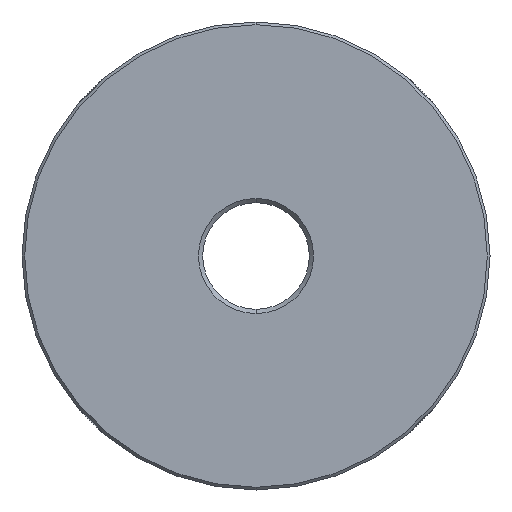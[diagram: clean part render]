
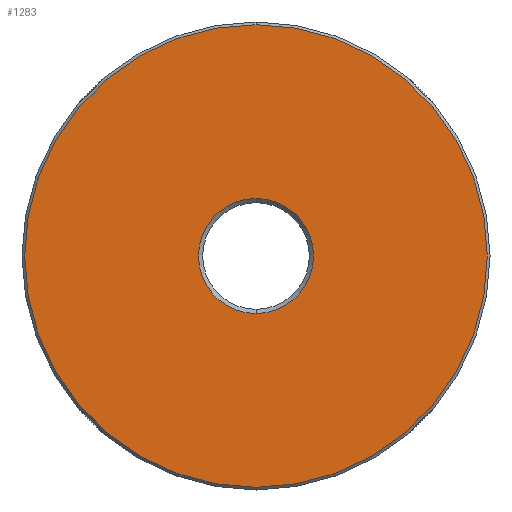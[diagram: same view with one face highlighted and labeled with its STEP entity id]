
A CAD part, front view. The second image highlights one B-rep face of the part: STEP entity #1283.
In plain terms, the highlighted planar face has unit normal (0, -1, 0).
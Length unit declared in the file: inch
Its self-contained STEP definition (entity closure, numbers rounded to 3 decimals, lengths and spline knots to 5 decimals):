
#23 = PLANE ( 'NONE',  #2423 ) ;
#40 = DIRECTION ( 'NONE',  ( 0., 0., 1. ) ) ;
#84 = VERTEX_POINT ( 'NONE', #766 ) ;
#117 = EDGE_LOOP ( 'NONE', ( #1962, #1075 ) ) ;
#396 = CARTESIAN_POINT ( 'NONE',  ( 0., 0., 0. ) ) ;
#604 = EDGE_CURVE ( 'NONE', #3199, #1471, #3535, .T. ) ;
#630 = DIRECTION ( 'NONE',  ( 0., -1., 0. ) ) ;
#654 = DIRECTION ( 'NONE',  ( 0., 1., 0. ) ) ;
#766 = CARTESIAN_POINT ( 'NONE',  ( 0., 0., -5.427 ) ) ;
#804 = CARTESIAN_POINT ( 'NONE',  ( 0., 0., 0. ) ) ;
#906 = CARTESIAN_POINT ( 'NONE',  ( 0., 0., 0. ) ) ;
#1009 = CARTESIAN_POINT ( 'NONE',  ( 0., 0., 1.35 ) ) ;
#1075 = ORIENTED_EDGE ( 'NONE', *, *, #1105, .T. ) ;
#1096 = DIRECTION ( 'NONE',  ( 0., 1., 0. ) ) ;
#1105 = EDGE_CURVE ( 'NONE', #84, #3118, #2939, .T. ) ;
#1113 = ORIENTED_EDGE ( 'NONE', *, *, #604, .T. ) ;
#1119 = AXIS2_PLACEMENT_3D ( 'NONE', #804, #2503, #2521 ) ;
#1229 = EDGE_LOOP ( 'NONE', ( #1113, #2562 ) ) ;
#1283 = ADVANCED_FACE ( 'NONE', ( #1676, #2539 ), #23, .F. ) ;
#1287 = EDGE_CURVE ( 'NONE', #3118, #84, #1714, .T. ) ;
#1353 = AXIS2_PLACEMENT_3D ( 'NONE', #906, #630, #40 ) ;
#1471 = VERTEX_POINT ( 'NONE', #1009 ) ;
#1676 = FACE_BOUND ( 'NONE', #1229, .T. ) ;
#1714 = CIRCLE ( 'NONE', #1119, 5.427 ) ;
#1848 = DIRECTION ( 'NONE',  ( 0., 1., 0. ) ) ;
#1962 = ORIENTED_EDGE ( 'NONE', *, *, #1287, .T. ) ;
#2109 = CARTESIAN_POINT ( 'NONE',  ( 0., 0., 0. ) ) ;
#2224 = CARTESIAN_POINT ( 'NONE',  ( 0., 0., 0. ) ) ;
#2366 = DIRECTION ( 'NONE',  ( 0., 0., 1. ) ) ;
#2423 = AXIS2_PLACEMENT_3D ( 'NONE', #2224, #1096, #2464 ) ;
#2464 = DIRECTION ( 'NONE',  ( 0., 0., 1. ) ) ;
#2503 = DIRECTION ( 'NONE',  ( 0., -1., 0. ) ) ;
#2517 = CARTESIAN_POINT ( 'NONE',  ( 0., 0., -1.35 ) ) ;
#2521 = DIRECTION ( 'NONE',  ( 0., 0., 1. ) ) ;
#2539 = FACE_OUTER_BOUND ( 'NONE', #117, .T. ) ;
#2562 = ORIENTED_EDGE ( 'NONE', *, *, #3323, .T. ) ;
#2755 = CARTESIAN_POINT ( 'NONE',  ( 0., 0., 5.427 ) ) ;
#2939 = CIRCLE ( 'NONE', #1353, 5.427 ) ;
#3003 = AXIS2_PLACEMENT_3D ( 'NONE', #2109, #1848, #3212 ) ;
#3022 = CIRCLE ( 'NONE', #3492, 1.35 ) ;
#3118 = VERTEX_POINT ( 'NONE', #2755 ) ;
#3199 = VERTEX_POINT ( 'NONE', #2517 ) ;
#3212 = DIRECTION ( 'NONE',  ( 0., 0., 1. ) ) ;
#3323 = EDGE_CURVE ( 'NONE', #1471, #3199, #3022, .T. ) ;
#3492 = AXIS2_PLACEMENT_3D ( 'NONE', #396, #654, #2366 ) ;
#3535 = CIRCLE ( 'NONE', #3003, 1.35 ) ;
